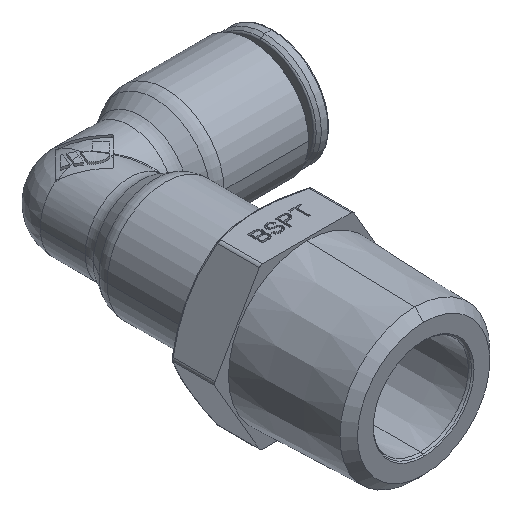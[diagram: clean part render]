
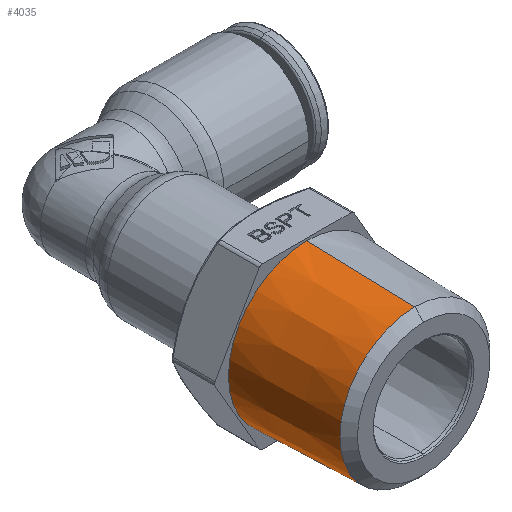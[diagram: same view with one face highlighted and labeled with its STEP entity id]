
A CAD part, isometric view. The second image highlights one B-rep face of the part: STEP entity #4035.
In plain terms, the highlighted conical face has half-angle 1.79 degrees and reference radius 10.49 mm.
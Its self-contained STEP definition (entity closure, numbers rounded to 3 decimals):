
#4035=ADVANCED_FACE('',(#8431),#8432,.T.);
#8431=FACE_OUTER_BOUND('',#17637,.T.);
#8432=CONICAL_SURFACE('',#17638,10.49,0.031);
#17637=EDGE_LOOP('',(#30497,#30498,#30499,#30500));
#17638=AXIS2_PLACEMENT_3D('',#30501,#30502,#30503);
#30497=ORIENTED_EDGE('',*,*,#38948,.F.);
#30498=ORIENTED_EDGE('',*,*,#38949,.T.);
#30499=ORIENTED_EDGE('',*,*,#38950,.F.);
#30500=ORIENTED_EDGE('',*,*,#35658,.T.);
#30501=CARTESIAN_POINT('',(0.0,-37.8,0.0));
#30502=DIRECTION('',(-0.0,1.0,-0.0));
#30503=DIRECTION('',(0.0,0.0,-1.0));
#35658=EDGE_CURVE('',#42437,#42438,#42439,.T.);
#38948=EDGE_CURVE('',#41756,#42438,#47041,.T.);
#38949=EDGE_CURVE('',#41756,#41758,#47042,.T.);
#38950=EDGE_CURVE('',#42437,#41758,#47043,.T.);
#41756=VERTEX_POINT('',#51917);
#41758=VERTEX_POINT('',#51920);
#42437=VERTEX_POINT('',#53417);
#42438=VERTEX_POINT('',#53418);
#42439=CIRCLE('',#53419,10.721);
#47041=LINE('',#62113,#62114);
#47042=CIRCLE('',#62115,10.259);
#47043=LINE('',#62116,#62117);
#51917=CARTESIAN_POINT('',(0.,-45.201,-10.259));
#51920=CARTESIAN_POINT('',(0.0,-45.201,10.259));
#53417=CARTESIAN_POINT('',(0.0,-30.4,10.721));
#53418=CARTESIAN_POINT('',(0.,-30.4,-10.721));
#53419=AXIS2_PLACEMENT_3D('',#65309,#65310,#65311);
#62113=CARTESIAN_POINT('',(0.,-37.8,-10.49));
#62114=VECTOR('',#69003,1.0);
#62115=AXIS2_PLACEMENT_3D('',#69004,#69005,#69006);
#62116=CARTESIAN_POINT('',(0.,-37.8,10.49));
#62117=VECTOR('',#69007,1.0);
#65309=CARTESIAN_POINT('',(0.0,-30.4,0.0));
#65310=DIRECTION('',(0.0,-1.0,0.0));
#65311=DIRECTION('',(0.0,0.0,-1.0));
#69003=DIRECTION('',(0.,1.,-0.031));
#69004=CARTESIAN_POINT('',(0.0,-45.201,0.0));
#69005=DIRECTION('',(0.0,1.0,0.0));
#69006=DIRECTION('',(0.0,0.0,-1.0));
#69007=DIRECTION('',(0.,-1.,-0.031));
